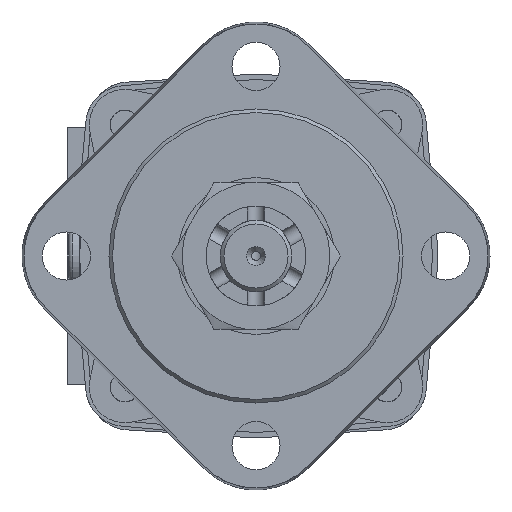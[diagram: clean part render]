
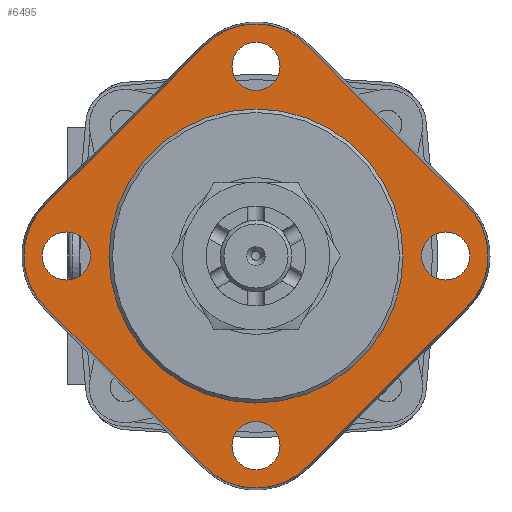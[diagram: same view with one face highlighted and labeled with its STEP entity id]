
A CAD part, left-side view. The second image highlights one B-rep face of the part: STEP entity #6495.
In plain terms, the highlighted planar face has unit normal (-1, 0, 0).
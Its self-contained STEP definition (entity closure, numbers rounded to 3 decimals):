
#427=CIRCLE('',#7234,20.11);
#428=CIRCLE('',#7235,20.11);
#429=CIRCLE('',#7236,20.11);
#430=CIRCLE('',#7237,20.11);
#431=CIRCLE('',#7238,6.75);
#432=CIRCLE('',#7239,41.25);
#433=CIRCLE('',#7240,6.75);
#434=CIRCLE('',#7241,6.75);
#435=CIRCLE('',#7242,6.75);
#634=PLANE('',#7233);
#2312=ORIENTED_EDGE('',*,*,#3407,.F.);
#2313=ORIENTED_EDGE('',*,*,#3406,.T.);
#2314=ORIENTED_EDGE('',*,*,#3408,.F.);
#2315=ORIENTED_EDGE('',*,*,#3385,.F.);
#2316=ORIENTED_EDGE('',*,*,#3409,.F.);
#2317=ORIENTED_EDGE('',*,*,#3383,.T.);
#2318=ORIENTED_EDGE('',*,*,#3410,.F.);
#2319=ORIENTED_EDGE('',*,*,#3388,.F.);
#2320=ORIENTED_EDGE('',*,*,#3411,.F.);
#2321=ORIENTED_EDGE('',*,*,#3390,.F.);
#2322=ORIENTED_EDGE('',*,*,#3412,.T.);
#2323=ORIENTED_EDGE('',*,*,#3397,.T.);
#2324=ORIENTED_EDGE('',*,*,#3413,.F.);
#2325=ORIENTED_EDGE('',*,*,#3393,.F.);
#2326=ORIENTED_EDGE('',*,*,#3414,.T.);
#2327=ORIENTED_EDGE('',*,*,#3400,.T.);
#2328=ORIENTED_EDGE('',*,*,#3415,.F.);
#2329=ORIENTED_EDGE('',*,*,#3416,.F.);
#2330=ORIENTED_EDGE('',*,*,#3417,.T.);
#2331=ORIENTED_EDGE('',*,*,#3418,.T.);
#2332=ORIENTED_EDGE('',*,*,#3419,.T.);
#3383=EDGE_CURVE('',#4075,#4076,#4527,.T.);
#3385=EDGE_CURVE('',#4077,#4078,#4528,.T.);
#3388=EDGE_CURVE('',#4079,#4080,#4530,.T.);
#3390=EDGE_CURVE('',#4081,#4082,#4532,.T.);
#3393=EDGE_CURVE('',#4083,#4084,#4534,.T.);
#3397=EDGE_CURVE('',#4086,#4085,#4536,.T.);
#3400=EDGE_CURVE('',#4089,#4087,#4538,.T.);
#3406=EDGE_CURVE('',#4091,#4092,#4541,.T.);
#3407=EDGE_CURVE('',#4091,#4087,#427,.T.);
#3408=EDGE_CURVE('',#4078,#4092,#4542,.T.);
#3409=EDGE_CURVE('',#4075,#4077,#428,.T.);
#3410=EDGE_CURVE('',#4080,#4076,#4543,.T.);
#3411=EDGE_CURVE('',#4082,#4079,#429,.T.);
#3412=EDGE_CURVE('',#4081,#4086,#4544,.T.);
#3413=EDGE_CURVE('',#4084,#4085,#430,.T.);
#3414=EDGE_CURVE('',#4083,#4089,#4545,.T.);
#3415=EDGE_CURVE('',#4093,#4093,#431,.F.);
#3416=EDGE_CURVE('',#4094,#4094,#432,.F.);
#3417=EDGE_CURVE('',#4095,#4095,#433,.T.);
#3418=EDGE_CURVE('',#4096,#4096,#434,.T.);
#3419=EDGE_CURVE('',#4097,#4097,#435,.T.);
#4075=VERTEX_POINT('',#11389);
#4076=VERTEX_POINT('',#11391);
#4077=VERTEX_POINT('',#11398);
#4078=VERTEX_POINT('',#11400);
#4079=VERTEX_POINT('',#11407);
#4080=VERTEX_POINT('',#11409);
#4081=VERTEX_POINT('',#11413);
#4082=VERTEX_POINT('',#11414);
#4083=VERTEX_POINT('',#11422);
#4084=VERTEX_POINT('',#11423);
#4085=VERTEX_POINT('',#11434);
#4086=VERTEX_POINT('',#11436);
#4087=VERTEX_POINT('',#11443);
#4089=VERTEX_POINT('',#11446);
#4091=VERTEX_POINT('',#11459);
#4092=VERTEX_POINT('',#11466);
#4093=VERTEX_POINT('',#11478);
#4094=VERTEX_POINT('',#11480);
#4095=VERTEX_POINT('',#11482);
#4096=VERTEX_POINT('',#11484);
#4097=VERTEX_POINT('',#11486);
#4527=LINE('',#11392,#4940);
#4528=LINE('',#11399,#4941);
#4530=LINE('',#11408,#4943);
#4532=LINE('',#11412,#4945);
#4534=LINE('',#11421,#4947);
#4536=LINE('',#11435,#4949);
#4538=LINE('',#11445,#4951);
#4541=LINE('',#11467,#4954);
#4542=LINE('',#11470,#4955);
#4543=LINE('',#11472,#4956);
#4544=LINE('',#11474,#4957);
#4545=LINE('',#11476,#4958);
#4940=VECTOR('',#8895,1000.);
#4941=VECTOR('',#8898,1000.);
#4943=VECTOR('',#8902,1000.);
#4945=VECTOR('',#8906,1000.);
#4947=VECTOR('',#8910,1000.);
#4949=VECTOR('',#8914,1000.);
#4951=VECTOR('',#8918,1000.);
#4954=VECTOR('',#8923,1000.);
#4955=VECTOR('',#8928,1000.);
#4956=VECTOR('',#8931,1000.);
#4957=VECTOR('',#8934,1000.);
#4958=VECTOR('',#8937,1000.);
#5404=EDGE_LOOP('',(#2312,#2313,#2314,#2315,#2316,#2317,#2318,#2319,#2320,
#2321,#2322,#2323,#2324,#2325,#2326,#2327));
#5405=EDGE_LOOP('',(#2328));
#5406=EDGE_LOOP('',(#2329));
#5407=EDGE_LOOP('',(#2330));
#5408=EDGE_LOOP('',(#2331));
#5409=EDGE_LOOP('',(#2332));
#5935=FACE_BOUND('',#5404,.T.);
#5936=FACE_BOUND('',#5405,.T.);
#5937=FACE_BOUND('',#5406,.T.);
#5938=FACE_BOUND('',#5407,.T.);
#5939=FACE_BOUND('',#5408,.T.);
#5940=FACE_BOUND('',#5409,.T.);
#6495=ADVANCED_FACE('',(#5935,#5936,#5937,#5938,#5939,#5940),#634,.F.);
#7233=AXIS2_PLACEMENT_3D('',#11468,#8924,#8925);
#7234=AXIS2_PLACEMENT_3D('',#11469,#8926,#8927);
#7235=AXIS2_PLACEMENT_3D('',#11471,#8929,#8930);
#7236=AXIS2_PLACEMENT_3D('',#11473,#8932,#8933);
#7237=AXIS2_PLACEMENT_3D('',#11475,#8935,#8936);
#7238=AXIS2_PLACEMENT_3D('',#11477,#8938,#8939);
#7239=AXIS2_PLACEMENT_3D('',#11479,#8940,#8941);
#7240=AXIS2_PLACEMENT_3D('',#11481,#8942,#8943);
#7241=AXIS2_PLACEMENT_3D('',#11483,#8944,#8945);
#7242=AXIS2_PLACEMENT_3D('',#11485,#8946,#8947);
#8895=DIRECTION('',(0.,-0.707,-0.707));
#8898=DIRECTION('',(0.,0.707,-0.707));
#8902=DIRECTION('',(0.,-0.707,-0.707));
#8906=DIRECTION('',(0.,0.707,-0.707));
#8910=DIRECTION('',(0.,-0.707,-0.707));
#8914=DIRECTION('',(0.,0.707,-0.707));
#8918=DIRECTION('',(0.,-0.707,-0.707));
#8923=DIRECTION('',(0.,0.707,-0.707));
#8924=DIRECTION('',(1.,0.,0.));
#8925=DIRECTION('',(0.,0.,-1.));
#8926=DIRECTION('',(1.,0.,0.));
#8927=DIRECTION('',(0.,0.,-1.));
#8928=DIRECTION('',(0.,0.707,0.707));
#8929=DIRECTION('',(1.,0.,0.));
#8930=DIRECTION('',(0.,0.,-1.));
#8931=DIRECTION('',(0.,0.707,-0.707));
#8932=DIRECTION('',(1.,0.,0.));
#8933=DIRECTION('',(0.,0.,-1.));
#8934=DIRECTION('',(0.,0.707,0.707));
#8935=DIRECTION('',(1.,0.,0.));
#8936=DIRECTION('',(0.,0.,-1.));
#8937=DIRECTION('',(0.,0.707,-0.707));
#8938=DIRECTION('',(1.,0.,0.));
#8939=DIRECTION('',(0.,0.,-1.));
#8940=DIRECTION('',(1.,0.,0.));
#8941=DIRECTION('',(0.,0.,-1.));
#8942=DIRECTION('',(1.,0.,0.));
#8943=DIRECTION('',(0.,0.,-1.));
#8944=DIRECTION('',(1.,0.,0.));
#8945=DIRECTION('',(0.,0.,-1.));
#8946=DIRECTION('',(1.,0.,0.));
#8947=DIRECTION('',(0.,0.,-1.));
#11389=CARTESIAN_POINT('',(0.,-14.22,-59.22));
#11391=CARTESIAN_POINT('',(0.,-14.22,-59.22));
#11392=CARTESIAN_POINT('',(0.,59.22,14.22));
#11398=CARTESIAN_POINT('',(0.,14.22,-59.22));
#11399=CARTESIAN_POINT('',(0.,-59.22,14.22));
#11400=CARTESIAN_POINT('',(0.,14.22,-59.22));
#11407=CARTESIAN_POINT('',(0.,-59.22,-14.22));
#11408=CARTESIAN_POINT('',(0.,14.22,59.22));
#11409=CARTESIAN_POINT('',(0.,-59.22,-14.22));
#11412=CARTESIAN_POINT('',(0.,-59.22,14.22));
#11413=CARTESIAN_POINT('',(0.,-59.22,14.22));
#11414=CARTESIAN_POINT('',(0.,-59.22,14.22));
#11421=CARTESIAN_POINT('',(0.,14.22,59.22));
#11422=CARTESIAN_POINT('',(0.,14.22,59.22));
#11423=CARTESIAN_POINT('',(0.,14.22,59.22));
#11434=CARTESIAN_POINT('',(0.,-14.22,59.22));
#11435=CARTESIAN_POINT('',(0.,-14.22,59.22));
#11436=CARTESIAN_POINT('',(0.,-14.22,59.22));
#11443=CARTESIAN_POINT('',(0.,59.22,14.22));
#11445=CARTESIAN_POINT('',(0.,59.22,14.22));
#11446=CARTESIAN_POINT('',(0.,59.22,14.22));
#11459=CARTESIAN_POINT('',(0.,59.22,-14.22));
#11466=CARTESIAN_POINT('',(0.,59.22,-14.22));
#11467=CARTESIAN_POINT('',(0.,-14.22,59.22));
#11468=CARTESIAN_POINT('',(0.,14.22,59.22));
#11469=CARTESIAN_POINT('',(0.,45.,0.));
#11470=CARTESIAN_POINT('',(0.,14.22,-59.22));
#11471=CARTESIAN_POINT('',(0.,0.,-45.));
#11472=CARTESIAN_POINT('',(0.,-59.22,-14.22));
#11473=CARTESIAN_POINT('',(0.,-45.,0.));
#11474=CARTESIAN_POINT('',(0.,-59.22,14.22));
#11475=CARTESIAN_POINT('',(0.,0.,45.));
#11476=CARTESIAN_POINT('',(0.,14.22,59.22));
#11477=CARTESIAN_POINT('',(0.,53.2,0.));
#11478=CARTESIAN_POINT('',(0.,53.2,-6.75));
#11479=CARTESIAN_POINT('',(0.,0.,0.));
#11480=CARTESIAN_POINT('',(0.,0.,-41.25));
#11481=CARTESIAN_POINT('',(0.,0.,53.2));
#11482=CARTESIAN_POINT('',(0.,0.,46.45));
#11483=CARTESIAN_POINT('',(0.,-53.2,0.));
#11484=CARTESIAN_POINT('',(0.,-53.2,-6.75));
#11485=CARTESIAN_POINT('',(0.,0.,-53.2));
#11486=CARTESIAN_POINT('',(0.,0.,
-59.95));
